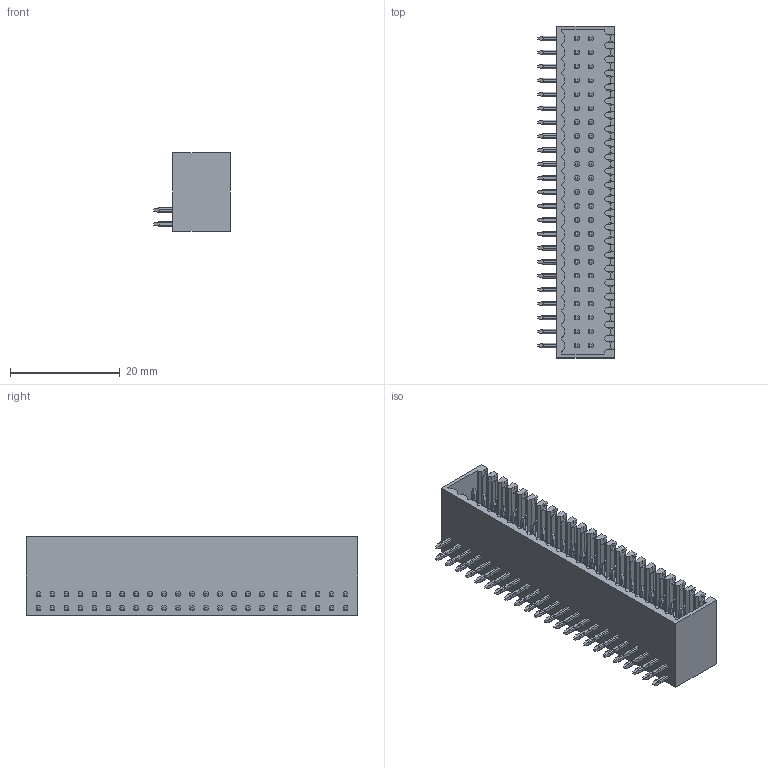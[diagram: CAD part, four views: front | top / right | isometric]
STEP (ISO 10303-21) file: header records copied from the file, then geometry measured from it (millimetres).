
FILE_DESCRIPTION((''),'2;1');
FILE_NAME('TLPHDC-020R','2024-10-16T17:09:37',('tluser'),(''),'CREO PARAMETRIC BY PTC INC, 2018100','CREO PARAMETRIC BY PTC INC, 2018100','');
FILE_SCHEMA(('CONFIG_CONTROL_DESIGN'));
Length unit declared in the file: millimetre
Products named in the file (1): TLPHDC-020R
Bounding box: 14 x 60.38 x 14.2 mm (x, y, z)
Volume: 5734.3 mm3; surface area: 5450 mm2
Topology: 1 solids, 1 shells, 1712 faces, 4808 edges, 3190 vertices
Faces by surface type: plane 1321, cylinder 391
Entity records: 55848 total; most frequent: CARTESIAN_POINT 12654, ORIENTED_EDGE 9616, DIRECTION 7910, EDGE_CURVE 4808, VECTOR 3658, LINE 3658, VERTEX_POINT 3190, AXIS2_PLACEMENT_3D 2126
